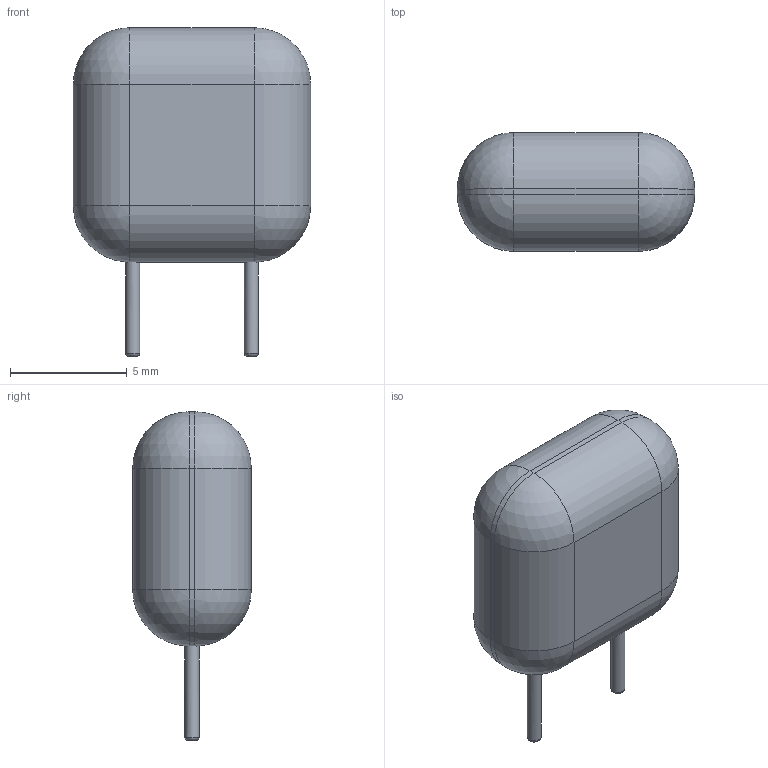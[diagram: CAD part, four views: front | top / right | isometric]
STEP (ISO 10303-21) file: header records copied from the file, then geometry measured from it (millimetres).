
FILE_DESCRIPTION(/* description */ ('model of Valve_Glimm'),/* implementation_level */ '2;1');
FILE_NAME(/* name */ 'Valve_Glimm.step',/* time_stamp */ '2018-12-04T20:22:11',/* author */ ('kicad StepUp','ksu'),/* organization */ ('FreeCAD'),/* preprocessor_version */ 'OCC',/* originating_system */ 'kicad StepUp',/* authorisation */ '');
FILE_SCHEMA(('AUTOMOTIVE_DESIGN { 1 0 10303 214 1 1 1 1 }'));
Length unit declared in the file: millimetre
Products named in the file (1): Valve_Glimm
Bounding box: 10.16 x 5.08 x 14.06 mm (x, y, z)
Volume: 124.8 mm3; surface area: 731.9 mm2
Topology: 1 solids, 2 shells, 86 faces, 202 edges, 106 vertices
Faces by surface type: cylinder 40, sphere 24, plane 20, torus 2
Full cylindrical faces by diameter (mm): 0.6 x4
Entity records: 3328 total; most frequent: CARTESIAN_POINT 834, DIRECTION 418, ORIENTED_EDGE 380, EDGE_CURVE 190, AXIS2_PLACEMENT_3D 174, VERTEX_POINT 106, CIRCLE 87, ADVANCED_FACE 86
